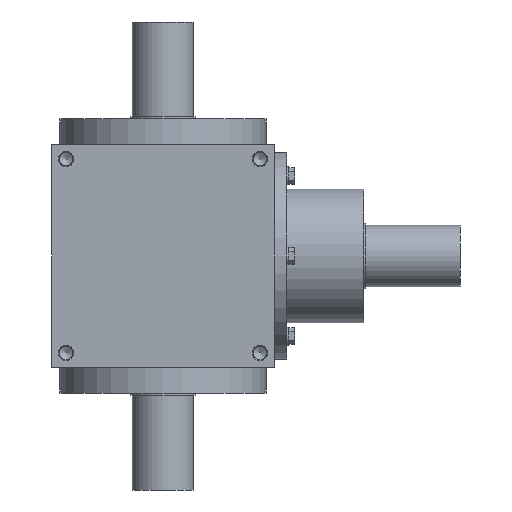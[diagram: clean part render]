
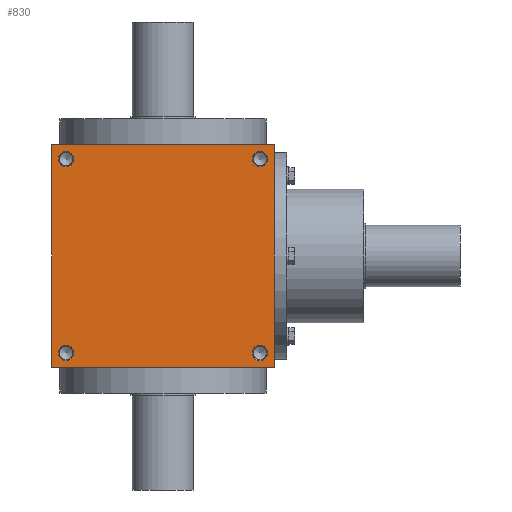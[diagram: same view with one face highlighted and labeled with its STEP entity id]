
A CAD part, front view. The second image highlights one B-rep face of the part: STEP entity #830.
In plain terms, the highlighted face is planar.
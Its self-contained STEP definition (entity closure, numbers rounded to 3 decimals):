
#830 = ADVANCED_FACE( '', ( #1768, #1769, #1770, #1771, #1772 ), #1773, .F. );
#1768 = FACE_BOUND( '', #2860, .T. );
#1769 = FACE_BOUND( '', #2861, .T. );
#1770 = FACE_BOUND( '', #2862, .T. );
#1771 = FACE_BOUND( '', #2863, .T. );
#1772 = FACE_OUTER_BOUND( '', #2864, .T. );
#1773 = PLANE( '', #2865 );
#2860 = EDGE_LOOP( '', ( #4719 ) );
#2861 = EDGE_LOOP( '', ( #4720 ) );
#2862 = EDGE_LOOP( '', ( #4721 ) );
#2863 = EDGE_LOOP( '', ( #4722 ) );
#2864 = EDGE_LOOP( '', ( #4723, #4724, #4725, #4726 ) );
#2865 = AXIS2_PLACEMENT_3D( '', #4727, #4728, #4729 );
#4719 = ORIENTED_EDGE( '', *, *, #6297, .F. );
#4720 = ORIENTED_EDGE( '', *, *, #5621, .T. );
#4721 = ORIENTED_EDGE( '', *, *, #5929, .F. );
#4722 = ORIENTED_EDGE( '', *, *, #6148, .T. );
#4723 = ORIENTED_EDGE( '', *, *, #5648, .T. );
#4724 = ORIENTED_EDGE( '', *, *, #6298, .F. );
#4725 = ORIENTED_EDGE( '', *, *, #6299, .F. );
#4726 = ORIENTED_EDGE( '', *, *, #6300, .T. );
#4727 = CARTESIAN_POINT( '', ( 100., 100., 100. ) );
#4728 = DIRECTION( '', ( 0., -1., 0. ) );
#4729 = DIRECTION( '', ( 0., 0., -1. ) );
#5621 = EDGE_CURVE( '', #6503, #6503, #6504, .T. );
#5648 = EDGE_CURVE( '', #6551, #6548, #6552, .T. );
#5929 = EDGE_CURVE( '', #7022, #7022, #7023, .T. );
#6148 = EDGE_CURVE( '', #7348, #7348, #7349, .T. );
#6297 = EDGE_CURVE( '', #7548, #7548, #7549, .T. );
#6298 = EDGE_CURVE( '', #7550, #6548, #7551, .T. );
#6299 = EDGE_CURVE( '', #7552, #7550, #7553, .T. );
#6300 = EDGE_CURVE( '', #7552, #6551, #7554, .T. );
#6503 = VERTEX_POINT( '', #7776 );
#6504 = CIRCLE( '', #7777, 7. );
#6548 = VERTEX_POINT( '', #7835 );
#6551 = VERTEX_POINT( '', #7839 );
#6552 = LINE( '', #7840, #7841 );
#7022 = VERTEX_POINT( '', #8572 );
#7023 = CIRCLE( '', #8573, 7. );
#7348 = VERTEX_POINT( '', #8987 );
#7349 = CIRCLE( '', #8988, 7. );
#7548 = VERTEX_POINT( '', #9249 );
#7549 = CIRCLE( '', #9250, 7. );
#7550 = VERTEX_POINT( '', #9251 );
#7551 = LINE( '', #9252, #9253 );
#7552 = VERTEX_POINT( '', #9254 );
#7553 = LINE( '', #9255, #9256 );
#7554 = LINE( '', #9257, #9258 );
#7776 = CARTESIAN_POINT( '', ( 87., 100., -94. ) );
#7777 = AXIS2_PLACEMENT_3D( '', #9601, #9602, #9603 );
#7835 = CARTESIAN_POINT( '', ( -100., 100., -100. ) );
#7839 = CARTESIAN_POINT( '', ( 100., 100., -100. ) );
#7840 = CARTESIAN_POINT( '', ( 100., 100., -100. ) );
#7841 = VECTOR( '', #9634, 1000. );
#8572 = CARTESIAN_POINT( '', ( -87., 100., 94. ) );
#8573 = AXIS2_PLACEMENT_3D( '', #10008, #10009, #10010 );
#8987 = CARTESIAN_POINT( '', ( 87., 100., 80. ) );
#8988 = AXIS2_PLACEMENT_3D( '', #10303, #10304, #10305 );
#9249 = CARTESIAN_POINT( '', ( -87., 100., -80. ) );
#9250 = AXIS2_PLACEMENT_3D( '', #10471, #10472, #10473 );
#9251 = CARTESIAN_POINT( '', ( -100., 100., 100. ) );
#9252 = CARTESIAN_POINT( '', ( -100., 100., 100. ) );
#9253 = VECTOR( '', #10474, 1000. );
#9254 = CARTESIAN_POINT( '', ( 100., 100., 100. ) );
#9255 = CARTESIAN_POINT( '', ( 100., 100., 100. ) );
#9256 = VECTOR( '', #10475, 1000. );
#9257 = CARTESIAN_POINT( '', ( 100., 100., 100. ) );
#9258 = VECTOR( '', #10476, 1000. );
#9601 = CARTESIAN_POINT( '', ( 87., 100., -87. ) );
#9602 = DIRECTION( '', ( 0., -1., 0. ) );
#9603 = DIRECTION( '', ( 0., 0., -1. ) );
#9634 = DIRECTION( '', ( -1., 0., 0. ) );
#10008 = CARTESIAN_POINT( '', ( -87., 100., 87. ) );
#10009 = DIRECTION( '', ( 0., 1., 0. ) );
#10010 = DIRECTION( '', ( 0., 0., 1. ) );
#10303 = CARTESIAN_POINT( '', ( 87., 100., 87. ) );
#10304 = DIRECTION( '', ( 0., -1., 0. ) );
#10305 = DIRECTION( '', ( 0., 0., -1. ) );
#10471 = CARTESIAN_POINT( '', ( -87., 100., -87. ) );
#10472 = DIRECTION( '', ( 0., 1., 0. ) );
#10473 = DIRECTION( '', ( 0., 0., 1. ) );
#10474 = DIRECTION( '', ( 0., 0., -1. ) );
#10475 = DIRECTION( '', ( -1., 0., 0. ) );
#10476 = DIRECTION( '', ( 0., 0., -1. ) );
